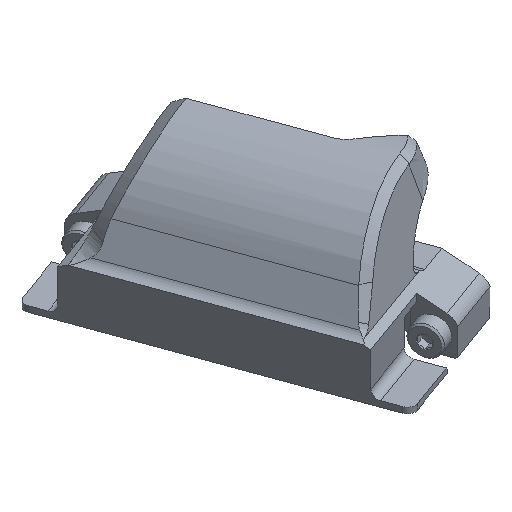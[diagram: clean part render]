
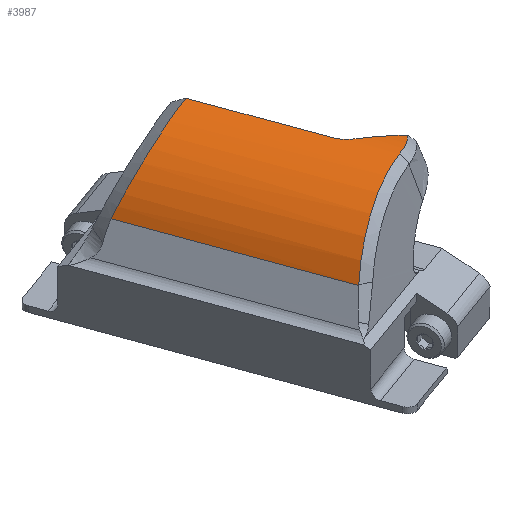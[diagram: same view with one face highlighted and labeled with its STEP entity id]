
A CAD part, isometric view. The second image highlights one B-rep face of the part: STEP entity #3987.
In plain terms, the highlighted cylindrical face has radius 12.827 mm (diameter 25.654 mm), a partial arc.
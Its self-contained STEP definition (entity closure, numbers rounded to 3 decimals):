
#403=LINE('',#6509,#801);
#416=LINE('',#6644,#814);
#801=VECTOR('',#4703,1000.);
#814=VECTOR('',#4730,1000.);
#1093=CYLINDRICAL_SURFACE('',#4301,12.827);
#1199=FACE_OUTER_BOUND('',#1419,.T.);
#1419=EDGE_LOOP('',(#3280,#3281,#3282,#3283,#3284,#3285,#3286,#3287));
#1571=B_SPLINE_CURVE_WITH_KNOTS('',3,(#6470,#6471,#6472,#6473,#6474,#6475),
 .UNSPECIFIED.,.F.,.F.,(4,2,4),(1.068,1.19,1.273),
 .UNSPECIFIED.);
#1591=B_SPLINE_CURVE_WITH_KNOTS('',3,(#6858,#6859,#6860,#6861),
 .UNSPECIFIED.,.F.,.F.,(4,4),(0.,0.),
 .UNSPECIFIED.);
#1610=B_SPLINE_CURVE_WITH_KNOTS('',3,(#7122,#7123,#7124,#7125,#7126,#7127,
#7128,#7129,#7130,#7131,#7132,#7133,#7134,#7135,#7136),.UNSPECIFIED.,.F.,
 .F.,(4,2,2,2,3,2,4),(-0.335,-0.293,-0.251,
-0.168,0.,0.026,0.041),
 .UNSPECIFIED.);
#1617=B_SPLINE_CURVE_WITH_KNOTS('',3,(#7498,#7499,#7500,#7501,#7502,#7503,
#7504,#7505,#7506,#7507,#7508,#7509,#7510,#7511),.UNSPECIFIED.,.F.,.F.,
(4,2,2,2,2,2,4),(-1.409,-1.233,-1.057,-0.705,
-0.352,-0.176,0.),
 .UNSPECIFIED.);
#1618=B_SPLINE_CURVE_WITH_KNOTS('',3,(#7515,#7516,#7517,#7518,#7519,#7520,
#7521,#7522,#7523,#7524,#7525,#7526,#7527,#7528),.UNSPECIFIED.,.F.,.F.,
(4,2,2,2,2,2,4),(-1.416,-1.24,-1.064,
-0.708,-0.357,-0.179,0.),
 .UNSPECIFIED.);
#1671=ELLIPSE('',#4228,21.087,12.827);
#1834=VERTEX_POINT('',#6467);
#1835=VERTEX_POINT('',#6469);
#1845=VERTEX_POINT('',#6507);
#1866=VERTEX_POINT('',#6636);
#1867=VERTEX_POINT('',#6643);
#1880=VERTEX_POINT('',#6850);
#1893=VERTEX_POINT('',#7116);
#1894=VERTEX_POINT('',#7121);
#2235=EDGE_CURVE('',#1834,#1835,#1571,.T.);
#2249=EDGE_CURVE('',#1845,#1834,#403,.T.);
#2273=EDGE_CURVE('',#1867,#1866,#416,.T.);
#2292=EDGE_CURVE('',#1866,#1880,#1591,.T.);
#2316=EDGE_CURVE('',#1894,#1893,#1610,.T.);
#2318=EDGE_CURVE('',#1835,#1893,#1671,.T.);
#2457=EDGE_CURVE('',#1880,#1894,#1617,.T.);
#2459=EDGE_CURVE('',#1845,#1867,#1618,.T.);
#3280=ORIENTED_EDGE('',*,*,#2316,.T.);
#3281=ORIENTED_EDGE('',*,*,#2318,.F.);
#3282=ORIENTED_EDGE('',*,*,#2235,.F.);
#3283=ORIENTED_EDGE('',*,*,#2249,.F.);
#3284=ORIENTED_EDGE('',*,*,#2459,.T.);
#3285=ORIENTED_EDGE('',*,*,#2273,.T.);
#3286=ORIENTED_EDGE('',*,*,#2292,.T.);
#3287=ORIENTED_EDGE('',*,*,#2457,.T.);
#3987=ADVANCED_FACE('',(#1199),#1093,.T.);
#4228=AXIS2_PLACEMENT_3D('',#7154,#4765,#4766);
#4301=AXIS2_PLACEMENT_3D('',#7514,#5017,#5018);
#4703=DIRECTION('',(-0.342,0.94,0.));
#4730=DIRECTION('',(-0.342,0.94,0.));
#4765=DIRECTION('center_axis',(-0.518,-0.836,0.182));
#4766=DIRECTION('ref_axis',(0.828,-0.543,-0.139));
#5017=DIRECTION('center_axis',(-0.342,0.94,0.));
#5018=DIRECTION('ref_axis',(0.94,0.342,0.));
#6467=CARTESIAN_POINT('',(137.834,14.423,20.945));
#6469=CARTESIAN_POINT('',(136.502,16.053,20.949));
#6470=CARTESIAN_POINT('Ctrl Pts',(137.834,14.423,20.945));
#6471=CARTESIAN_POINT('Ctrl Pts',(137.695,14.805,20.945));
#6472=CARTESIAN_POINT('Ctrl Pts',(137.469,15.183,20.948));
#6473=CARTESIAN_POINT('Ctrl Pts',(136.977,15.715,20.952));
#6474=CARTESIAN_POINT('Ctrl Pts',(136.746,15.902,20.953));
#6475=CARTESIAN_POINT('Ctrl Pts',(136.502,16.053,20.949));
#6507=CARTESIAN_POINT('',(142.911,0.475,20.945));
#6509=CARTESIAN_POINT('',(144.747,-4.57,20.945));
#6636=CARTESIAN_POINT('',(145.566,25.612,13.753));
#6643=CARTESIAN_POINT('',(154.16,2.002,13.753));
#6644=CARTESIAN_POINT('',(155.171,-0.776,13.753));
#6850=CARTESIAN_POINT('',(145.543,25.581,13.818));
#6858=CARTESIAN_POINT('Ctrl Pts',(145.566,25.612,13.753));
#6859=CARTESIAN_POINT('Ctrl Pts',(145.559,25.601,13.775));
#6860=CARTESIAN_POINT('Ctrl Pts',(145.551,25.591,13.797));
#6861=CARTESIAN_POINT('Ctrl Pts',(145.543,25.581,13.818));
#7116=CARTESIAN_POINT('',(132.225,18.603,20.491));
#7121=CARTESIAN_POINT('',(135.35,20.638,20.95));
#7122=CARTESIAN_POINT('Ctrl Pts',(135.35,20.638,20.95));
#7123=CARTESIAN_POINT('Ctrl Pts',(135.215,20.596,20.952));
#7124=CARTESIAN_POINT('Ctrl Pts',(135.083,20.55,20.953));
#7125=CARTESIAN_POINT('Ctrl Pts',(134.821,20.449,20.948));
#7126=CARTESIAN_POINT('Ctrl Pts',(134.692,20.394,20.944));
#7127=CARTESIAN_POINT('Ctrl Pts',(134.311,20.218,20.924));
#7128=CARTESIAN_POINT('Ctrl Pts',(134.064,20.086,20.901));
#7129=CARTESIAN_POINT('Ctrl Pts',(133.352,19.65,20.808));
#7130=CARTESIAN_POINT('Ctrl Pts',(132.909,19.304,20.711));
#7131=CARTESIAN_POINT('Ctrl Pts',(132.522,18.92,20.591));
#7132=CARTESIAN_POINT('Ctrl Pts',(132.462,18.86,20.573));
#7133=CARTESIAN_POINT('Ctrl Pts',(132.404,18.799,20.554));
#7134=CARTESIAN_POINT('Ctrl Pts',(132.312,18.701,20.522));
#7135=CARTESIAN_POINT('Ctrl Pts',(132.26,18.642,20.504));
#7136=CARTESIAN_POINT('Ctrl Pts',(132.225,18.603,20.491));
#7154=CARTESIAN_POINT('Origin',(138.172,12.227,8.125));
#7498=CARTESIAN_POINT('Ctrl Pts',(145.543,25.581,13.818));
#7499=CARTESIAN_POINT('Ctrl Pts',(145.33,25.413,14.34));
#7500=CARTESIAN_POINT('Ctrl Pts',(145.081,25.235,14.844));
#7501=CARTESIAN_POINT('Ctrl Pts',(144.52,24.864,15.809));
#7502=CARTESIAN_POINT('Ctrl Pts',(144.207,24.672,16.268));
#7503=CARTESIAN_POINT('Ctrl Pts',(143.181,24.074,17.568));
#7504=CARTESIAN_POINT('Ctrl Pts',(142.383,23.651,18.325));
#7505=CARTESIAN_POINT('Ctrl Pts',(140.595,22.783,19.581));
#7506=CARTESIAN_POINT('Ctrl Pts',(139.614,22.343,20.072));
#7507=CARTESIAN_POINT('Ctrl Pts',(138.058,21.687,20.578));
#7508=CARTESIAN_POINT('Ctrl Pts',(137.527,21.472,20.708));
#7509=CARTESIAN_POINT('Ctrl Pts',(136.447,21.048,20.889));
#7510=CARTESIAN_POINT('Ctrl Pts',(135.9,20.84,20.94));
#7511=CARTESIAN_POINT('Ctrl Pts',(135.35,20.638,20.95));
#7514=CARTESIAN_POINT('Origin',(144.339,-4.718,8.125));
#7515=CARTESIAN_POINT('Ctrl Pts',(142.911,0.475,20.945));
#7516=CARTESIAN_POINT('Ctrl Pts',(143.463,0.669,20.925));
#7517=CARTESIAN_POINT('Ctrl Pts',(144.017,0.85,20.865));
#7518=CARTESIAN_POINT('Ctrl Pts',(145.125,1.182,20.666));
#7519=CARTESIAN_POINT('Ctrl Pts',(145.676,1.333,20.527));
#7520=CARTESIAN_POINT('Ctrl Pts',(147.315,1.738,19.994));
#7521=CARTESIAN_POINT('Ctrl Pts',(148.37,1.943,19.487));
#7522=CARTESIAN_POINT('Ctrl Pts',(150.34,2.205,18.213));
#7523=CARTESIAN_POINT('Ctrl Pts',(151.243,2.261,17.456));
#7524=CARTESIAN_POINT('Ctrl Pts',(152.454,2.244,16.171));
#7525=CARTESIAN_POINT('Ctrl Pts',(152.834,2.221,15.716));
#7526=CARTESIAN_POINT('Ctrl Pts',(153.54,2.138,14.763));
#7527=CARTESIAN_POINT('Ctrl Pts',(153.865,2.078,14.266));
#7528=CARTESIAN_POINT('Ctrl Pts',(154.16,2.002,13.753));
